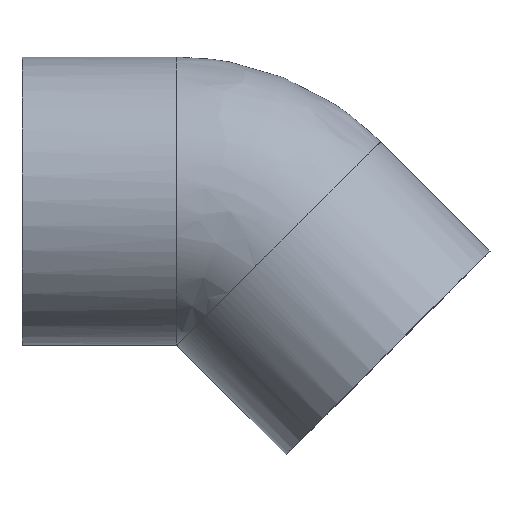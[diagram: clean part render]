
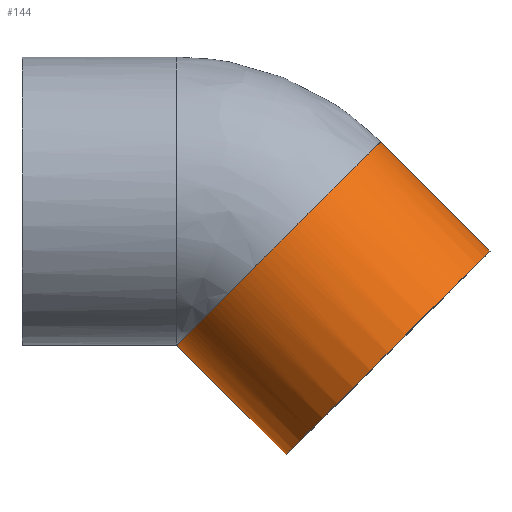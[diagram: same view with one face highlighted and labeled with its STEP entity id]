
A CAD part, top view. The second image highlights one B-rep face of the part: STEP entity #144.
In plain terms, the highlighted cylindrical face has radius 20.5 mm (diameter 41 mm), a full revolution.
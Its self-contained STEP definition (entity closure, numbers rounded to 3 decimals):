
#27=FACE_BOUND('',#54,.T.);
#35=CYLINDRICAL_SURFACE('',#166,20.5);
#40=FACE_OUTER_BOUND('',#53,.T.);
#53=EDGE_LOOP('',(#125));
#54=EDGE_LOOP('',(#126));
#75=CIRCLE('',#167,20.5);
#76=CIRCLE('',#168,20.5);
#87=VERTEX_POINT('',#377);
#88=VERTEX_POINT('',#379);
#102=EDGE_CURVE('',#87,#87,#75,.T.);
#103=EDGE_CURVE('',#88,#88,#76,.T.);
#125=ORIENTED_EDGE('',*,*,#102,.T.);
#126=ORIENTED_EDGE('',*,*,#103,.T.);
#144=ADVANCED_FACE('',(#40,#27),#35,.T.);
#166=AXIS2_PLACEMENT_3D('',#376,#203,#204);
#167=AXIS2_PLACEMENT_3D('',#378,#205,#206);
#168=AXIS2_PLACEMENT_3D('',#380,#207,#208);
#203=DIRECTION('center_axis',(-0.707,0.707,0.));
#204=DIRECTION('ref_axis',(-0.707,-0.707,0.));
#205=DIRECTION('center_axis',(-0.707,0.707,0.));
#206=DIRECTION('ref_axis',(-0.707,-0.707,0.));
#207=DIRECTION('center_axis',(0.707,-0.707,0.));
#208=DIRECTION('ref_axis',(-0.707,-0.707,0.));
#376=CARTESIAN_POINT('Origin',(52.055,-21.562,0.));
#377=CARTESIAN_POINT('',(66.551,-7.066,0.));
#378=CARTESIAN_POINT('Origin',(52.055,-21.562,0.));
#379=CARTESIAN_POINT('',(50.995,8.49,0.));
#380=CARTESIAN_POINT('Origin',(36.499,-6.005,0.));
